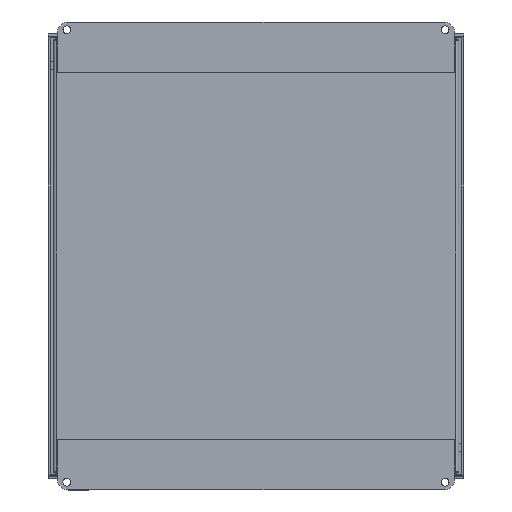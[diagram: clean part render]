
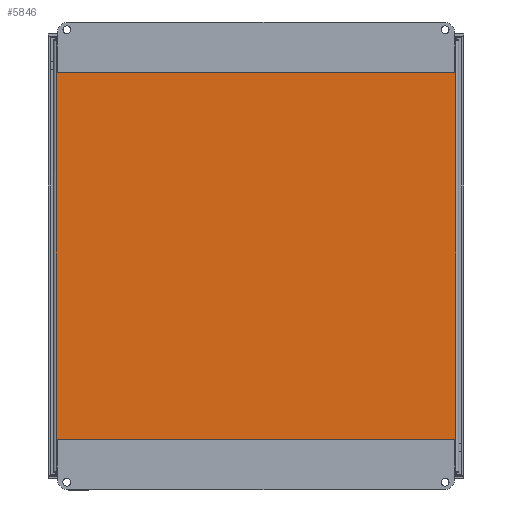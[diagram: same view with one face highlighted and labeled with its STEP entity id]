
A CAD part, top view. The second image highlights one B-rep face of the part: STEP entity #5846.
In plain terms, the highlighted face is planar.
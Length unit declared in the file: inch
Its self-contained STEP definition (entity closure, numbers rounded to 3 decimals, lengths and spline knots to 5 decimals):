
#670=PLANE('',#6364);
#1105=LINE('',#9724,#1596);
#1110=LINE('',#9803,#1601);
#1115=LINE('',#9882,#1606);
#1120=LINE('',#9960,#1611);
#1596=VECTOR('',#7722,12.7895);
#1601=VECTOR('',#7733,13.7895);
#1606=VECTOR('',#7746,13.7895);
#1611=VECTOR('',#7759,12.7895);
#2022=FACE_OUTER_BOUND('',#2399,.T.);
#2399=EDGE_LOOP('',(#5242,#5243,#5244,#5245));
#3092=VERTEX_POINT('',#9715);
#3093=VERTEX_POINT('',#9723);
#3096=VERTEX_POINT('',#9802);
#3098=VERTEX_POINT('',#9874);
#3795=EDGE_CURVE('',#3093,#3092,#1105,.T.);
#3804=EDGE_CURVE('',#3096,#3093,#1110,.T.);
#3813=EDGE_CURVE('',#3092,#3098,#1115,.T.);
#3822=EDGE_CURVE('',#3098,#3096,#1120,.T.);
#5242=ORIENTED_EDGE('',*,*,#3795,.T.);
#5243=ORIENTED_EDGE('',*,*,#3813,.T.);
#5244=ORIENTED_EDGE('',*,*,#3822,.T.);
#5245=ORIENTED_EDGE('',*,*,#3804,.T.);
#5846=ADVANCED_FACE('',(#2022),#670,.F.);
#6364=AXIS2_PLACEMENT_3D('',#10027,#7768,#7769);
#7722=DIRECTION('',(-1.,0.,0.));
#7733=DIRECTION('',(0.,-1.,0.));
#7746=DIRECTION('',(0.,1.,0.));
#7759=DIRECTION('',(1.,0.,0.));
#7768=DIRECTION('center_axis',(0.,0.,1.));
#7769=DIRECTION('ref_axis',(1.,0.,0.));
#9715=CARTESIAN_POINT('',(0.10525,0.10525,0.));
#9723=CARTESIAN_POINT('',(12.89475,0.10525,0.));
#9724=CARTESIAN_POINT('',(9.69738,0.10525,0.));
#9802=CARTESIAN_POINT('',(12.89475,13.89475,0.));
#9803=CARTESIAN_POINT('',(12.89475,10.44738,0.));
#9874=CARTESIAN_POINT('',(0.10525,13.89475,0.));
#9882=CARTESIAN_POINT('',(0.10525,3.55263,0.));
#9960=CARTESIAN_POINT('',(3.30263,13.89475,0.));
#10027=CARTESIAN_POINT('Origin',(6.5,7.,0.));
